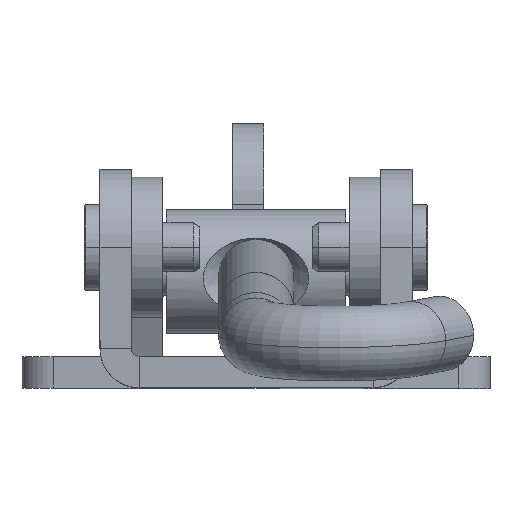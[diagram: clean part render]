
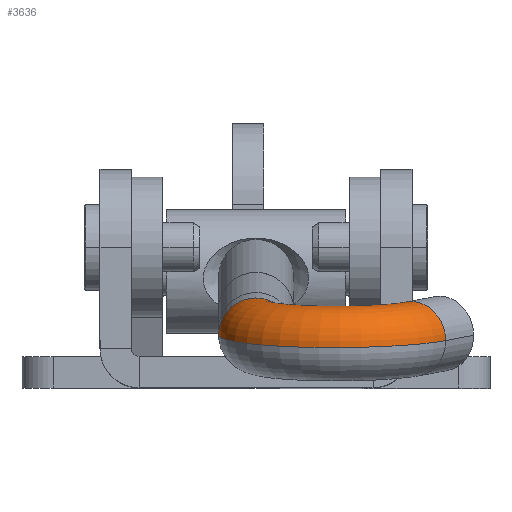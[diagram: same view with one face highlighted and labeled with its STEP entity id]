
A CAD part, top view. The second image highlights one B-rep face of the part: STEP entity #3636.
In plain terms, the highlighted toroidal (fillet/blend) face has major radius 5.4 mm and minor radius 2.4 mm.
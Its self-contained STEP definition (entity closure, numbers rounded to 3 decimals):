
#158 = EDGE_CURVE ( 'NONE', #1662, #1492, #2678, .T. ) ;
#184 = DIRECTION ( 'NONE',  ( 0., 1., 0. ) ) ;
#195 = AXIS2_PLACEMENT_3D ( 'NONE', #3329, #3379, #4150 ) ;
#236 = ORIENTED_EDGE ( 'NONE', *, *, #919, .F. ) ;
#609 = VERTEX_POINT ( 'NONE', #2532 ) ;
#636 = DIRECTION ( 'NONE',  ( 0., 0., 1. ) ) ;
#724 = ORIENTED_EDGE ( 'NONE', *, *, #1802, .T. ) ;
#741 = CARTESIAN_POINT ( 'NONE',  ( -3., 0., -47.5 ) ) ;
#779 = TOROIDAL_SURFACE ( 'NONE', #2414, 5.4, 2.4 ) ;
#919 = EDGE_CURVE ( 'NONE', #609, #2452, #2297, .T. ) ;
#920 = CARTESIAN_POINT ( 'NONE',  ( -3., 0., -47.5 ) ) ;
#1355 = AXIS2_PLACEMENT_3D ( 'NONE', #2505, #3458, #636 ) ;
#1492 = VERTEX_POINT ( 'NONE', #1859 ) ;
#1548 = AXIS2_PLACEMENT_3D ( 'NONE', #1887, #2203, #2218 ) ;
#1578 = DIRECTION ( 'NONE',  ( 0., 0., 1. ) ) ;
#1589 = CARTESIAN_POINT ( 'NONE',  ( 0., 0., -47.5 ) ) ;
#1662 = VERTEX_POINT ( 'NONE', #2621 ) ;
#1802 = EDGE_CURVE ( 'NONE', #609, #1662, #2350, .T. ) ;
#1855 = EDGE_CURVE ( 'NONE', #2452, #1492, #2189, .T. ) ;
#1859 = CARTESIAN_POINT ( 'NONE',  ( -5.598, 0., -49. ) ) ;
#1887 = CARTESIAN_POINT ( 'NONE',  ( 2.4, 0., -47.5 ) ) ;
#1988 = AXIS2_PLACEMENT_3D ( 'NONE', #920, #184, #1578 ) ;
#2189 = CIRCLE ( 'NONE', #1988, 3. ) ;
#2203 = DIRECTION ( 'NONE',  ( 0., 0., 1. ) ) ;
#2218 = DIRECTION ( 'NONE',  ( 1., 0., 0. ) ) ;
#2297 = CIRCLE ( 'NONE', #1548, 2.4 ) ;
#2350 = CIRCLE ( 'NONE', #1355, 7.8 ) ;
#2414 = AXIS2_PLACEMENT_3D ( 'NONE', #741, #3266, #2946 ) ;
#2452 = VERTEX_POINT ( 'NONE', #1589 ) ;
#2477 = EDGE_LOOP ( 'NONE', ( #236, #724, #2865, #3180 ) ) ;
#2505 = CARTESIAN_POINT ( 'NONE',  ( -3., 0., -47.5 ) ) ;
#2532 = CARTESIAN_POINT ( 'NONE',  ( 4.8, 0., -47.5 ) ) ;
#2621 = CARTESIAN_POINT ( 'NONE',  ( -9.755, 0., -51.4 ) ) ;
#2678 = CIRCLE ( 'NONE', #195, 2.4 ) ;
#2865 = ORIENTED_EDGE ( 'NONE', *, *, #158, .T. ) ;
#2946 = DIRECTION ( 'NONE',  ( 0., 0., 1. ) ) ;
#3180 = ORIENTED_EDGE ( 'NONE', *, *, #1855, .F. ) ;
#3266 = DIRECTION ( 'NONE',  ( 0., 1., 0. ) ) ;
#3329 = CARTESIAN_POINT ( 'NONE',  ( -7.677, 0., -50.2 ) ) ;
#3379 = DIRECTION ( 'NONE',  ( 0.5, 0., -0.866 ) ) ;
#3458 = DIRECTION ( 'NONE',  ( 0., 1., 0. ) ) ;
#3636 = ADVANCED_FACE ( 'NONE', ( #4070 ), #779, .T. ) ;
#4070 = FACE_OUTER_BOUND ( 'NONE', #2477, .T. ) ;
#4150 = DIRECTION ( 'NONE',  ( -0.866, 0., -0.5 ) ) ;
